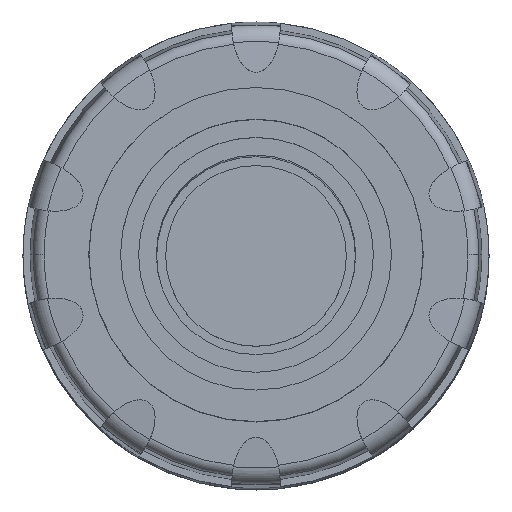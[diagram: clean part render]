
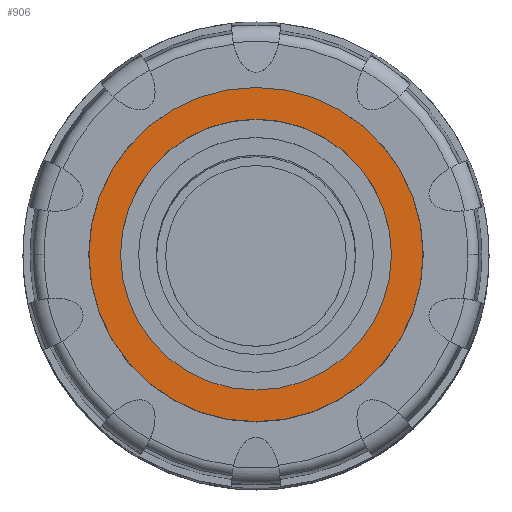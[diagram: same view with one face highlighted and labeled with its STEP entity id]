
A CAD part, top view. The second image highlights one B-rep face of the part: STEP entity #906.
In plain terms, the highlighted planar face has unit normal (0, 0, 1).
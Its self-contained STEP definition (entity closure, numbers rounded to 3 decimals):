
#906=ADVANCED_FACE('',(#2470,#2471),#2472,.T.);
#2470=FACE_BOUND('',#4764,.T.);
#2471=FACE_OUTER_BOUND('',#4765,.T.);
#2472=PLANE('',#4766);
#4764=EDGE_LOOP('',(#7183,#7184));
#4765=EDGE_LOOP('',(#7185,#7186));
#4766=AXIS2_PLACEMENT_3D('',#7187,#7188,#7189);
#7183=ORIENTED_EDGE('',*,*,#14272,.F.);
#7184=ORIENTED_EDGE('',*,*,#14250,.F.);
#7185=ORIENTED_EDGE('',*,*,#14255,.T.);
#7186=ORIENTED_EDGE('',*,*,#14270,.T.);
#7187=CARTESIAN_POINT('',(-41.875,0.0,397.6));
#7188=DIRECTION('',(0.0,0.0,1.0));
#7189=DIRECTION('',(-1.0,0.0,0.0));
#14250=EDGE_CURVE('',#17175,#17171,#17177,.T.);
#14255=EDGE_CURVE('',#17180,#17184,#17186,.T.);
#14270=EDGE_CURVE('',#17184,#17180,#17205,.T.);
#14272=EDGE_CURVE('',#17171,#17175,#17207,.T.);
#17171=VERTEX_POINT('',#21587);
#17175=VERTEX_POINT('',#21592);
#17177=CIRCLE('',#21595,37.5);
#17180=VERTEX_POINT('',#21598);
#17184=VERTEX_POINT('',#21603);
#17186=CIRCLE('',#21606,46.25);
#17205=CIRCLE('',#21627,46.25);
#17207=CIRCLE('',#21629,37.5);
#21587=CARTESIAN_POINT('',(-37.5,0.0,397.6));
#21592=CARTESIAN_POINT('',(37.5,0.,397.6));
#21595=AXIS2_PLACEMENT_3D('',#29574,#29575,#29576);
#21598=CARTESIAN_POINT('',(-46.25,0.0,397.6));
#21603=CARTESIAN_POINT('',(46.25,0.,397.6));
#21606=AXIS2_PLACEMENT_3D('',#29582,#29583,#29584);
#21627=AXIS2_PLACEMENT_3D('',#29608,#29609,#29610);
#21629=AXIS2_PLACEMENT_3D('',#29611,#29612,#29613);
#29574=CARTESIAN_POINT('',(0.0,0.0,397.6));
#29575=DIRECTION('',(0.0,0.0,1.0));
#29576=DIRECTION('',(-1.0,0.0,0.0));
#29582=CARTESIAN_POINT('',(0.0,0.0,397.6));
#29583=DIRECTION('',(0.0,0.0,1.0));
#29584=DIRECTION('',(-1.0,0.0,0.0));
#29608=CARTESIAN_POINT('',(0.0,0.0,397.6));
#29609=DIRECTION('',(0.0,0.0,1.0));
#29610=DIRECTION('',(-1.0,0.0,0.0));
#29611=CARTESIAN_POINT('',(0.0,0.0,397.6));
#29612=DIRECTION('',(0.0,0.0,1.0));
#29613=DIRECTION('',(-1.0,0.0,0.0));
